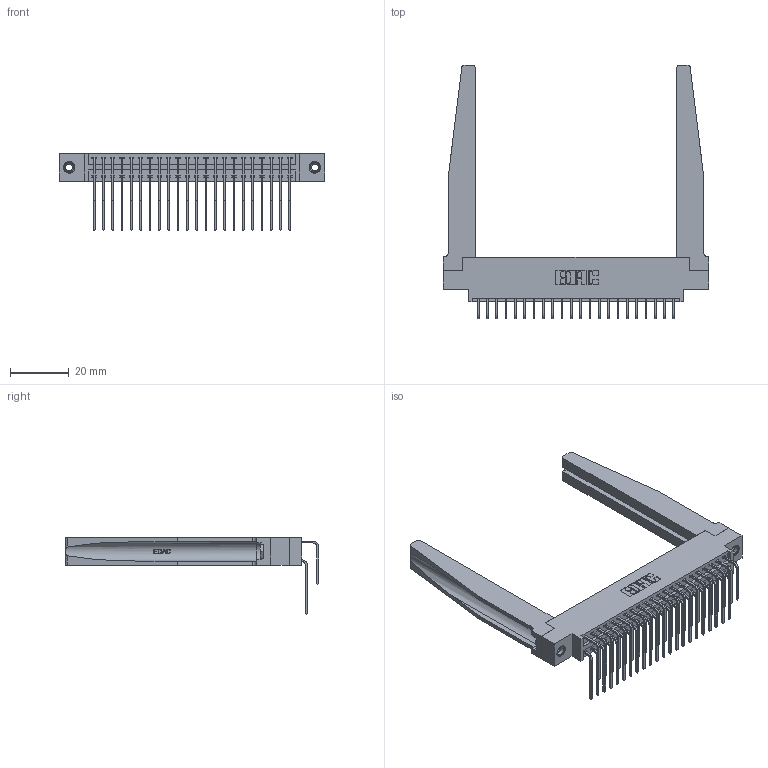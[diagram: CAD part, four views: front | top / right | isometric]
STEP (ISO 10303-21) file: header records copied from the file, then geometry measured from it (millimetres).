
FILE_DESCRIPTION (( 'STEP AP203' ), '1' );
FILE_NAME ('396-044-559-878.STEP', '2019-11-03T08:02:20', ( '' ), ( '' ), 'SwSTEP 2.0', 'SolidWorks 2016', '' );
FILE_SCHEMA (( 'CONFIG_CONTROL_DESIGN' ));
Length unit declared in the file: inch
Products named in the file (6): 345-292-001_558 559 Tail - 1; 346-220-078_345-220-078; 396-044-559-878; 346 Part_0.170 Offset - 0.156 Dia-TH; 345-250-001_345-250-001-102; 345-292-001_559 Tail - 2
Assembly tree (49 placements, depth 2):
  396-044-559-878
    346 Part_0.170 Offset - 0.156 Dia-TH
    345-292-001_558 559 Tail - 1  x22
    345-292-001_559 Tail - 2  x22
    346-220-078_345-220-078  x2
    345-250-001_345-250-001-102  x2
Bounding box: 90.42 x 86.17 x 26.16 mm (x, y, z)
Volume: 15670.2 mm3; surface area: 19663.5 mm2
Topology: 49 solids, 49 shells, 2736 faces, 8033 edges, 5286 vertices
Faces by surface type: plane 1850, cylinder 834, bspline 36, cone 12, torus 4
Entity records: 23714 total; most frequent: CARTESIAN_POINT 4926, ORIENTED_EDGE 3698, DIRECTION 3351, EDGE_CURVE 1849, LINE 1495, VECTOR 1495, VERTEX_POINT 1224, AXIS2_PLACEMENT_3D 928
